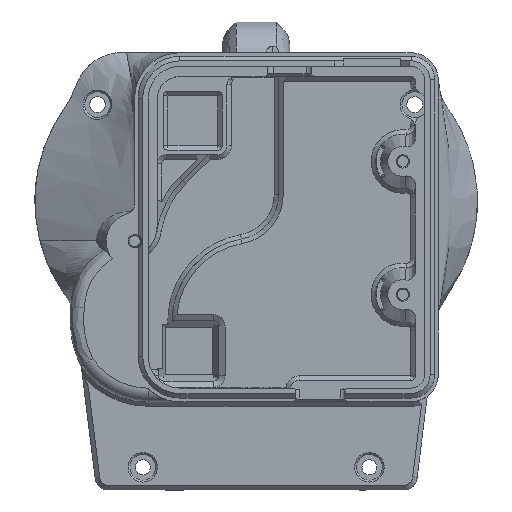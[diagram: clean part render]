
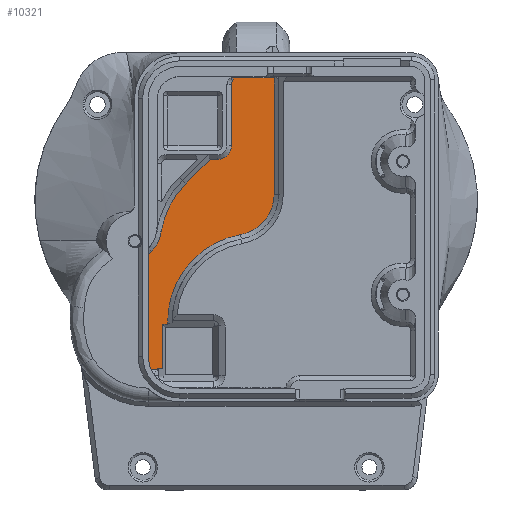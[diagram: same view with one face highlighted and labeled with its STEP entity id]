
A CAD part, top view. The second image highlights one B-rep face of the part: STEP entity #10321.
In plain terms, the highlighted planar face has unit normal (0, 0, 1).
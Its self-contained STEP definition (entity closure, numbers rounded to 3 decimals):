
#290=PLANE('',#10955);
#618=FACE_OUTER_BOUND('',#1235,.T.);
#1235=EDGE_LOOP('',(#7277,#7278,#7279,#7280,#7281,#7282,#7283,#7284,#7285,
#7286,#7287,#7288,#7289,#7290,#7291,#7292,#7293,#7294,#7295));
#1815=CIRCLE('',#10950,1.);
#1818=CIRCLE('',#10956,3.);
#1819=CIRCLE('',#10957,19.);
#1820=CIRCLE('',#10958,7.878);
#1821=CIRCLE('',#10959,6.);
#1822=CIRCLE('',#10960,13.841);
#1823=CIRCLE('',#10961,10.841);
#1824=CIRCLE('',#10962,0.408);
#1825=CIRCLE('',#10963,19.5);
#1826=CIRCLE('',#10964,9.);
#2197=B_SPLINE_CURVE_WITH_KNOTS('',3,(#16395,#16396,#16397,#16398,#16399,
#16400),.UNSPECIFIED.,.F.,.F.,(4,2,4),(0.012,0.054,
0.103),.UNSPECIFIED.);
#2642=LINE('',#16297,#3513);
#2648=LINE('',#16414,#3519);
#2650=LINE('',#16420,#3521);
#2651=LINE('',#16424,#3522);
#2652=LINE('',#16426,#3523);
#2653=LINE('',#16436,#3524);
#2654=LINE('',#16440,#3525);
#2655=LINE('',#16444,#3526);
#3513=VECTOR('',#11859,10.);
#3519=VECTOR('',#11877,10.);
#3521=VECTOR('',#11883,10.);
#3522=VECTOR('',#11886,10.);
#3523=VECTOR('',#11887,10.);
#3524=VECTOR('',#11896,10.);
#3525=VECTOR('',#11899,10.);
#3526=VECTOR('',#11902,10.);
#4517=VERTEX_POINT('',#16294);
#4518=VERTEX_POINT('',#16296);
#4521=VERTEX_POINT('',#16322);
#4525=VERTEX_POINT('',#16390);
#4527=VERTEX_POINT('',#16404);
#4531=VERTEX_POINT('',#16419);
#4532=VERTEX_POINT('',#16421);
#4533=VERTEX_POINT('',#16423);
#4534=VERTEX_POINT('',#16425);
#4535=VERTEX_POINT('',#16427);
#4536=VERTEX_POINT('',#16429);
#4537=VERTEX_POINT('',#16431);
#4538=VERTEX_POINT('',#16433);
#4539=VERTEX_POINT('',#16435);
#4540=VERTEX_POINT('',#16437);
#4541=VERTEX_POINT('',#16439);
#4542=VERTEX_POINT('',#16441);
#4543=VERTEX_POINT('',#16443);
#4544=VERTEX_POINT('',#16445);
#5597=EDGE_CURVE('',#4517,#4518,#2642,.T.);
#5605=EDGE_CURVE('',#4525,#4521,#2197,.F.);
#5608=EDGE_CURVE('',#4527,#4525,#1815,.T.);
#5612=EDGE_CURVE('',#4521,#4517,#2648,.T.);
#5615=EDGE_CURVE('',#4531,#4527,#2650,.T.);
#5616=EDGE_CURVE('',#4532,#4531,#1818,.T.);
#5617=EDGE_CURVE('',#4533,#4532,#2651,.T.);
#5618=EDGE_CURVE('',#4534,#4533,#2652,.T.);
#5619=EDGE_CURVE('',#4535,#4534,#1819,.T.);
#5620=EDGE_CURVE('',#4536,#4535,#1820,.T.);
#5621=EDGE_CURVE('',#4537,#4536,#1821,.T.);
#5622=EDGE_CURVE('',#4538,#4537,#1822,.T.);
#5623=EDGE_CURVE('',#4539,#4538,#2653,.T.);
#5624=EDGE_CURVE('',#4540,#4539,#1823,.T.);
#5625=EDGE_CURVE('',#4541,#4540,#2654,.T.);
#5626=EDGE_CURVE('',#4542,#4541,#1824,.T.);
#5627=EDGE_CURVE('',#4543,#4542,#2655,.T.);
#5628=EDGE_CURVE('',#4544,#4543,#1825,.T.);
#5629=EDGE_CURVE('',#4518,#4544,#1826,.T.);
#7277=ORIENTED_EDGE('',*,*,#5615,.F.);
#7278=ORIENTED_EDGE('',*,*,#5616,.F.);
#7279=ORIENTED_EDGE('',*,*,#5617,.F.);
#7280=ORIENTED_EDGE('',*,*,#5618,.F.);
#7281=ORIENTED_EDGE('',*,*,#5619,.F.);
#7282=ORIENTED_EDGE('',*,*,#5620,.F.);
#7283=ORIENTED_EDGE('',*,*,#5621,.F.);
#7284=ORIENTED_EDGE('',*,*,#5622,.F.);
#7285=ORIENTED_EDGE('',*,*,#5623,.F.);
#7286=ORIENTED_EDGE('',*,*,#5624,.F.);
#7287=ORIENTED_EDGE('',*,*,#5625,.F.);
#7288=ORIENTED_EDGE('',*,*,#5626,.F.);
#7289=ORIENTED_EDGE('',*,*,#5627,.F.);
#7290=ORIENTED_EDGE('',*,*,#5628,.F.);
#7291=ORIENTED_EDGE('',*,*,#5629,.F.);
#7292=ORIENTED_EDGE('',*,*,#5597,.F.);
#7293=ORIENTED_EDGE('',*,*,#5612,.F.);
#7294=ORIENTED_EDGE('',*,*,#5605,.F.);
#7295=ORIENTED_EDGE('',*,*,#5608,.F.);
#10321=ADVANCED_FACE('',(#618),#290,.T.);
#10950=AXIS2_PLACEMENT_3D('',#16406,#11867,#11868);
#10955=AXIS2_PLACEMENT_3D('',#16418,#11881,#11882);
#10956=AXIS2_PLACEMENT_3D('',#16422,#11884,#11885);
#10957=AXIS2_PLACEMENT_3D('',#16428,#11888,#11889);
#10958=AXIS2_PLACEMENT_3D('',#16430,#11890,#11891);
#10959=AXIS2_PLACEMENT_3D('',#16432,#11892,#11893);
#10960=AXIS2_PLACEMENT_3D('',#16434,#11894,#11895);
#10961=AXIS2_PLACEMENT_3D('',#16438,#11897,#11898);
#10962=AXIS2_PLACEMENT_3D('',#16442,#11900,#11901);
#10963=AXIS2_PLACEMENT_3D('',#16446,#11903,#11904);
#10964=AXIS2_PLACEMENT_3D('',#16447,#11905,#11906);
#11859=DIRECTION('',(0.,-1.,0.));
#11867=DIRECTION('center_axis',(0.,0.,-1.));
#11868=DIRECTION('ref_axis',(-1.,0.,0.));
#11877=DIRECTION('',(1.,0.,0.));
#11881=DIRECTION('center_axis',(0.,0.,1.));
#11882=DIRECTION('ref_axis',(-1.,0.,0.));
#11883=DIRECTION('',(0.,1.,0.));
#11884=DIRECTION('center_axis',(0.,0.,1.));
#11885=DIRECTION('ref_axis',(0.,-1.,0.));
#11886=DIRECTION('',(1.,0.,0.));
#11887=DIRECTION('',(0.707,0.707,0.));
#11888=DIRECTION('center_axis',(0.,0.,-1.));
#11889=DIRECTION('ref_axis',(-0.707,0.707,0.));
#11890=DIRECTION('center_axis',(0.,0.,1.));
#11891=DIRECTION('ref_axis',(0.461,-0.888,0.));
#11892=DIRECTION('center_axis',(0.,0.,1.));
#11893=DIRECTION('ref_axis',(0.465,-0.885,0.));
#11894=DIRECTION('center_axis',(0.,0.,-1.));
#11895=DIRECTION('ref_axis',(0.,1.,0.));
#11896=DIRECTION('',(0.,1.,0.));
#11897=DIRECTION('center_axis',(0.,0.,-1.));
#11898=DIRECTION('ref_axis',(-1.,0.,0.));
#11899=DIRECTION('',(0.,-1.,0.));
#11900=DIRECTION('center_axis',(0.,0.,1.));
#11901=DIRECTION('ref_axis',(-1.,0.,0.));
#11902=DIRECTION('',(-1.,0.,0.));
#11903=DIRECTION('center_axis',(0.,0.,1.));
#11904=DIRECTION('ref_axis',(-1.,0.004,0.));
#11905=DIRECTION('center_axis',(0.,0.,-1.));
#11906=DIRECTION('ref_axis',(1.,0.,0.));
#16294=CARTESIAN_POINT('',(4.,25.711,35.986));
#16296=CARTESIAN_POINT('',(4.,0.,35.986));
#16297=CARTESIAN_POINT('',(4.,10.425,35.986));
#16322=CARTESIAN_POINT('',(-5.004,25.711,35.986));
#16390=CARTESIAN_POINT('',(-5.28,24.908,35.986));
#16395=CARTESIAN_POINT('Ctrl Pts',(-5.004,25.711,35.986));
#16396=CARTESIAN_POINT('Ctrl Pts',(-5.014,25.57,35.986));
#16397=CARTESIAN_POINT('Ctrl Pts',(-5.042,25.429,35.986));
#16398=CARTESIAN_POINT('Ctrl Pts',(-5.136,25.143,35.986));
#16399=CARTESIAN_POINT('Ctrl Pts',(-5.204,25.011,35.986));
#16400=CARTESIAN_POINT('Ctrl Pts',(-5.28,24.908,35.986));
#16404=CARTESIAN_POINT('',(-5.475,24.316,35.986));
#16406=CARTESIAN_POINT('Origin',(-4.475,24.316,35.986));
#16414=CARTESIAN_POINT('',(7.483,25.711,35.986));
#16418=CARTESIAN_POINT('Origin',(-0.232,-5.132,35.986));
#16419=CARTESIAN_POINT('',(-5.475,10.775,35.986));
#16420=CARTESIAN_POINT('',(-5.475,8.321,35.986));
#16421=CARTESIAN_POINT('',(-8.475,7.775,35.986));
#16422=CARTESIAN_POINT('Origin',(-8.475,10.775,35.986));
#16423=CARTESIAN_POINT('',(-10.124,7.775,35.986));
#16424=CARTESIAN_POINT('',(-4.353,7.775,35.986));
#16425=CARTESIAN_POINT('',(-15.591,2.308,35.986));
#16426=CARTESIAN_POINT('',(-12.396,5.503,35.986));
#16427=CARTESIAN_POINT('',(-20.937,-8.256,35.986));
#16428=CARTESIAN_POINT('Origin',(-2.156,-11.127,35.986));
#16429=CARTESIAN_POINT('',(-23.162,-12.644,35.986));
#16430=CARTESIAN_POINT('Origin',(-28.725,-7.065,35.986));
#16431=CARTESIAN_POINT('',(-26.309,-14.295,35.986));
#16432=CARTESIAN_POINT('Origin',(-27.399,-8.395,35.986));
#16433=CARTESIAN_POINT('',(-34.635,-19.3,35.986));
#16434=CARTESIAN_POINT('Origin',(-23.794,-27.905,35.986));
#16435=CARTESIAN_POINT('',(-34.635,-27.905,35.986));
#16436=CARTESIAN_POINT('',(-34.635,-27.905,35.986));
#16437=CARTESIAN_POINT('',(-20.755,-38.311,35.986));
#16438=CARTESIAN_POINT('Origin',(-23.794,-27.905,35.986));
#16439=CARTESIAN_POINT('',(-20.755,-29.018,35.986));
#16440=CARTESIAN_POINT('',(-20.755,-17.075,35.986));
#16441=CARTESIAN_POINT('',(-20.347,-28.61,35.986));
#16442=CARTESIAN_POINT('Origin',(-20.347,-29.018,35.986));
#16443=CARTESIAN_POINT('',(-19.507,-28.61,35.986));
#16444=CARTESIAN_POINT('',(-4.79,-28.61,35.986));
#16445=CARTESIAN_POINT('',(-3.426,-8.861,35.986));
#16446=CARTESIAN_POINT('Origin',(-0.014,-28.061,
35.986));
#16447=CARTESIAN_POINT('Origin',(-5.,0.,35.986));
